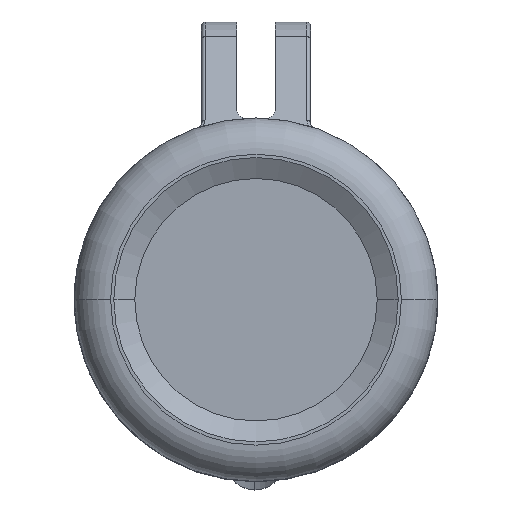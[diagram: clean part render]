
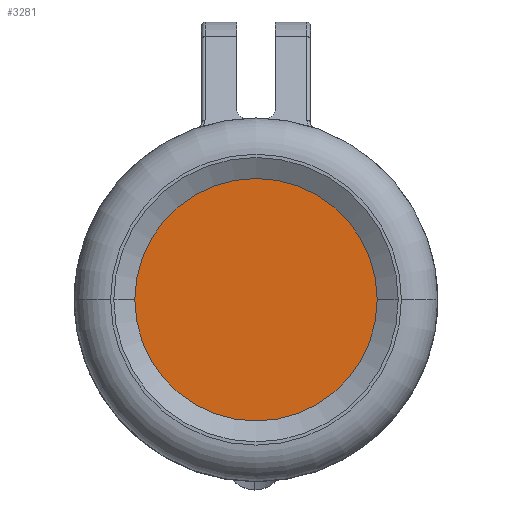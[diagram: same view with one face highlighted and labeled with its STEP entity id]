
A CAD part, top view. The second image highlights one B-rep face of the part: STEP entity #3281.
In plain terms, the highlighted planar face has unit normal (0, 0, 1).
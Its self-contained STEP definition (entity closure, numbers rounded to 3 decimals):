
#252 = AXIS2_PLACEMENT_3D ( 'NONE', #3555, #9595, #6554 ) ;
#428 = CIRCLE ( 'NONE', #4941, 13.8 ) ;
#580 = CARTESIAN_POINT ( 'NONE',  ( 0., 0., 0. ) ) ;
#778 = ORIENTED_EDGE ( 'NONE', *, *, #5724, .T. ) ;
#969 = DIRECTION ( 'NONE',  ( 0., 0., -1. ) ) ;
#1750 = DIRECTION ( 'NONE',  ( -0.992, 0.123, 0. ) ) ;
#2552 = VERTEX_POINT ( 'NONE', #2757 ) ;
#2647 = ORIENTED_EDGE ( 'NONE', *, *, #3620, .T. ) ;
#2757 = CARTESIAN_POINT ( 'NONE',  ( -13.696, 1.692, 0. ) ) ;
#2878 = DIRECTION ( 'NONE',  ( 0., 0., 1. ) ) ;
#3281 = ADVANCED_FACE ( 'NONE', ( #8332 ), #4450, .F. ) ;
#3555 = CARTESIAN_POINT ( 'NONE',  ( 0., 0., 0. ) ) ;
#3620 = EDGE_CURVE ( 'NONE', #2552, #7864, #428, .T. ) ;
#4450 = PLANE ( 'NONE',  #9665 ) ;
#4941 = AXIS2_PLACEMENT_3D ( 'NONE', #580, #2878, #8191 ) ;
#5350 = EDGE_LOOP ( 'NONE', ( #2647, #778 ) ) ;
#5426 = CIRCLE ( 'NONE', #252, 13.8 ) ;
#5724 = EDGE_CURVE ( 'NONE', #7864, #2552, #5426, .T. ) ;
#6380 = CARTESIAN_POINT ( 'NONE',  ( 13.696, -1.692, 0. ) ) ;
#6554 = DIRECTION ( 'NONE',  ( -0.992, 0.123, 0. ) ) ;
#7864 = VERTEX_POINT ( 'NONE', #6380 ) ;
#8191 = DIRECTION ( 'NONE',  ( -0.992, 0.123, 0. ) ) ;
#8332 = FACE_OUTER_BOUND ( 'NONE', #5350, .T. ) ;
#8732 = CARTESIAN_POINT ( 'NONE',  ( 0., 0., 0. ) ) ;
#9595 = DIRECTION ( 'NONE',  ( 0., 0., 1. ) ) ;
#9665 = AXIS2_PLACEMENT_3D ( 'NONE', #8732, #969, #1750 ) ;
